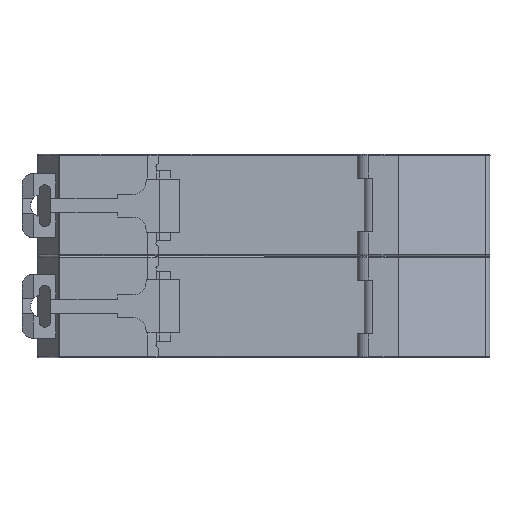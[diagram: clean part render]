
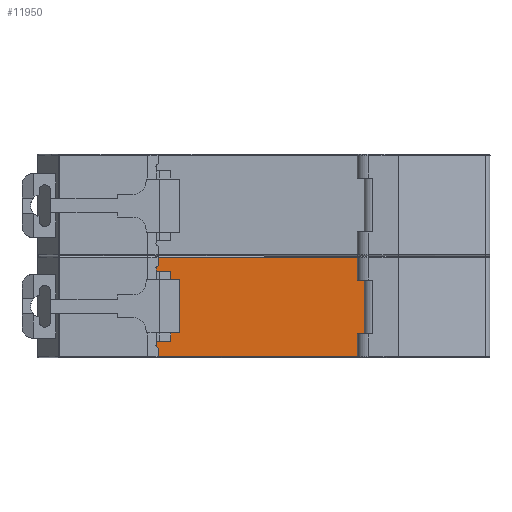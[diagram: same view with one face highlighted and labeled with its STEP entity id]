
A CAD part, front view. The second image highlights one B-rep face of the part: STEP entity #11950.
In plain terms, the highlighted planar face has unit normal (0, -1, 0).
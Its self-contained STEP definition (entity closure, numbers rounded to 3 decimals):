
#97 = VECTOR ( 'NONE', #23297, 1000. ) ;
#893 = ORIENTED_EDGE ( 'NONE', *, *, #6072, .T. ) ;
#900 = CARTESIAN_POINT ( 'NONE',  ( -77.765, -16.301, -26.029 ) ) ;
#928 = DIRECTION ( 'NONE',  ( 0., 1., 0. ) ) ;
#1150 = VERTEX_POINT ( 'NONE', #16055 ) ;
#1502 = VERTEX_POINT ( 'NONE', #12998 ) ;
#3067 = CARTESIAN_POINT ( 'NONE',  ( -7.203, -16.301, -20.044 ) ) ;
#3070 = LINE ( 'NONE', #900, #26187 ) ;
#3382 = EDGE_CURVE ( 'NONE', #23923, #19951, #17243, .T. ) ;
#4024 = DIRECTION ( 'NONE',  ( -0.707, 0., 0.707 ) ) ;
#4079 = EDGE_CURVE ( 'NONE', #9113, #26551, #25316, .T. ) ;
#4156 = CARTESIAN_POINT ( 'NONE',  ( -43.201, -16.301, -11.337 ) ) ;
#4178 = EDGE_CURVE ( 'NONE', #24226, #9800, #15789, .T. ) ;
#4392 = VECTOR ( 'NONE', #12244, 1000. ) ;
#4522 = CARTESIAN_POINT ( 'NONE',  ( -43.205, -16.301, -28.737 ) ) ;
#5520 = CARTESIAN_POINT ( 'NONE',  ( -43.201, -16.301, -12.737 ) ) ;
#5605 = CARTESIAN_POINT ( 'NONE',  ( -43.902, -16.301, -13.436 ) ) ;
#5647 = DIRECTION ( 'NONE',  ( 0., 0., -1. ) ) ;
#5654 = VECTOR ( 'NONE', #25037, 1000. ) ;
#5877 = CARTESIAN_POINT ( 'NONE',  ( -43.902, -16.301, -13.836 ) ) ;
#6072 = EDGE_CURVE ( 'NONE', #16491, #19017, #11588, .T. ) ;
#6099 = ORIENTED_EDGE ( 'NONE', *, *, #14846, .T. ) ;
#6649 = EDGE_CURVE ( 'NONE', #1502, #10028, #18480, .T. ) ;
#6739 = VECTOR ( 'NONE', #23763, 1000. ) ;
#6890 = DIRECTION ( 'NONE',  ( -1., 0., 0. ) ) ;
#7896 = ORIENTED_EDGE ( 'NONE', *, *, #24452, .T. ) ;
#9113 = VERTEX_POINT ( 'NONE', #21551 ) ;
#9356 = CARTESIAN_POINT ( 'NONE',  ( -40.98, -16.301, -26.037 ) ) ;
#9551 = FACE_OUTER_BOUND ( 'NONE', #25846, .T. ) ;
#9721 = LINE ( 'NONE', #23990, #14975 ) ;
#9737 = ORIENTED_EDGE ( 'NONE', *, *, #3382, .T. ) ;
#9800 = VERTEX_POINT ( 'NONE', #25393 ) ;
#10028 = VERTEX_POINT ( 'NONE', #4156 ) ;
#10595 = EDGE_CURVE ( 'NONE', #1150, #23923, #9721, .T. ) ;
#10597 = VECTOR ( 'NONE', #27683, 1000. ) ;
#11009 = LINE ( 'NONE', #5520, #4392 ) ;
#11588 = LINE ( 'NONE', #22687, #5654 ) ;
#11950 = ADVANCED_FACE ( 'NONE', ( #9551 ), #14172, .F. ) ;
#12244 = DIRECTION ( 'NONE',  ( 0., 0., -1. ) ) ;
#12596 = LINE ( 'NONE', #25550, #97 ) ;
#12885 = CARTESIAN_POINT ( 'NONE',  ( -43.879, -16.301, 90.73 ) ) ;
#12998 = CARTESIAN_POINT ( 'NONE',  ( -7.201, -16.301, -11.344 ) ) ;
#13504 = CARTESIAN_POINT ( 'NONE',  ( -44.201, -16.301, -11.336 ) ) ;
#13677 = LINE ( 'NONE', #26031, #18890 ) ;
#14172 = PLANE ( 'NONE',  #19220 ) ;
#14175 = VERTEX_POINT ( 'NONE', #18310 ) ;
#14224 = CARTESIAN_POINT ( 'NONE',  ( -43.879, -16.301, 90.73 ) ) ;
#14271 = CARTESIAN_POINT ( 'NONE',  ( -44.203, -16.301, -21.136 ) ) ;
#14422 = EDGE_CURVE ( 'NONE', #14175, #24226, #13677, .T. ) ;
#14438 = VECTOR ( 'NONE', #18613, 1000. ) ;
#14801 = DIRECTION ( 'NONE',  ( 0., 0., -1. ) ) ;
#14846 = EDGE_CURVE ( 'NONE', #19951, #16491, #12596, .T. ) ;
#14975 = VECTOR ( 'NONE', #26269, 1000. ) ;
#15261 = ORIENTED_EDGE ( 'NONE', *, *, #10595, .T. ) ;
#15789 = LINE ( 'NONE', #21476, #6739 ) ;
#16055 = CARTESIAN_POINT ( 'NONE',  ( -43.201, -16.301, -12.737 ) ) ;
#16446 = DIRECTION ( 'NONE',  ( 1., 0., 0. ) ) ;
#16477 = DIRECTION ( 'NONE',  ( 0., 0., -1. ) ) ;
#16491 = VERTEX_POINT ( 'NONE', #21493 ) ;
#17243 = LINE ( 'NONE', #14224, #10597 ) ;
#18310 = CARTESIAN_POINT ( 'NONE',  ( -43.205, -16.301, -27.337 ) ) ;
#18445 = CARTESIAN_POINT ( 'NONE',  ( -43.904, -16.301, -26.636 ) ) ;
#18480 = LINE ( 'NONE', #13504, #23815 ) ;
#18613 = DIRECTION ( 'NONE',  ( 0., 0., 1. ) ) ;
#18890 = VECTOR ( 'NONE', #14801, 1000. ) ;
#19017 = VERTEX_POINT ( 'NONE', #9356 ) ;
#19220 = AXIS2_PLACEMENT_3D ( 'NONE', #14271, #928, #16477 ) ;
#19951 = VERTEX_POINT ( 'NONE', #5877 ) ;
#20336 = EDGE_CURVE ( 'NONE', #9113, #19017, #3070, .T. ) ;
#20907 = EDGE_CURVE ( 'NONE', #10028, #1150, #11009, .T. ) ;
#21269 = ORIENTED_EDGE ( 'NONE', *, *, #4079, .T. ) ;
#21476 = CARTESIAN_POINT ( 'NONE',  ( -44.205, -16.301, -28.736 ) ) ;
#21493 = CARTESIAN_POINT ( 'NONE',  ( -40.978, -16.301, -13.837 ) ) ;
#21551 = CARTESIAN_POINT ( 'NONE',  ( -43.904, -16.301, -26.036 ) ) ;
#21741 = ORIENTED_EDGE ( 'NONE', *, *, #22846, .F. ) ;
#21882 = CARTESIAN_POINT ( 'NONE',  ( -43.205, -16.301, -27.337 ) ) ;
#21949 = ORIENTED_EDGE ( 'NONE', *, *, #4178, .T. ) ;
#22355 = VECTOR ( 'NONE', #4024, 1000. ) ;
#22687 = CARTESIAN_POINT ( 'NONE',  ( -40.979, -16.301, -20.205 ) ) ;
#22765 = ORIENTED_EDGE ( 'NONE', *, *, #20907, .T. ) ;
#22846 = EDGE_CURVE ( 'NONE', #14175, #26551, #23077, .T. ) ;
#23077 = LINE ( 'NONE', #21882, #22355 ) ;
#23297 = DIRECTION ( 'NONE',  ( 1., 0., 0. ) ) ;
#23763 = DIRECTION ( 'NONE',  ( 1., 0., 0. ) ) ;
#23815 = VECTOR ( 'NONE', #6890, 1000. ) ;
#23923 = VERTEX_POINT ( 'NONE', #5605 ) ;
#23990 = CARTESIAN_POINT ( 'NONE',  ( -43.902, -16.301, -13.436 ) ) ;
#24047 = ORIENTED_EDGE ( 'NONE', *, *, #14422, .T. ) ;
#24226 = VERTEX_POINT ( 'NONE', #4522 ) ;
#24452 = EDGE_CURVE ( 'NONE', #9800, #1502, #26412, .T. ) ;
#24608 = VECTOR ( 'NONE', #5647, 1000. ) ;
#25037 = DIRECTION ( 'NONE',  ( 0., 0., -1. ) ) ;
#25316 = LINE ( 'NONE', #12885, #24608 ) ;
#25393 = CARTESIAN_POINT ( 'NONE',  ( -7.205, -16.301, -28.744 ) ) ;
#25550 = CARTESIAN_POINT ( 'NONE',  ( -77.763, -16.301, -13.829 ) ) ;
#25846 = EDGE_LOOP ( 'NONE', ( #6099, #893, #27782, #21269, #21741, #24047, #21949, #7896, #26988, #22765, #15261, #9737 ) ) ;
#26031 = CARTESIAN_POINT ( 'NONE',  ( -43.205, -16.301, -28.737 ) ) ;
#26187 = VECTOR ( 'NONE', #16446, 1000. ) ;
#26269 = DIRECTION ( 'NONE',  ( -0.707, 0., -0.707 ) ) ;
#26412 = LINE ( 'NONE', #3067, #14438 ) ;
#26551 = VERTEX_POINT ( 'NONE', #18445 ) ;
#26988 = ORIENTED_EDGE ( 'NONE', *, *, #6649, .T. ) ;
#27683 = DIRECTION ( 'NONE',  ( 0., 0., -1. ) ) ;
#27782 = ORIENTED_EDGE ( 'NONE', *, *, #20336, .F. ) ;
